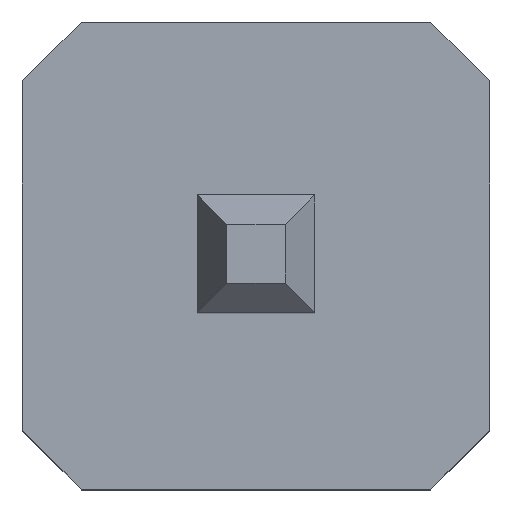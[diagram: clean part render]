
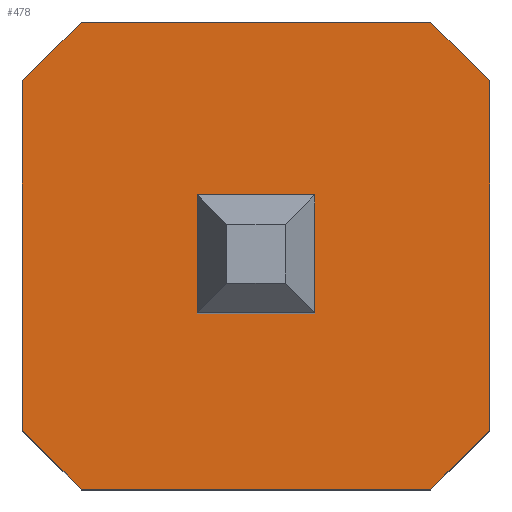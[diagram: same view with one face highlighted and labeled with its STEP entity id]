
A CAD part, top view. The second image highlights one B-rep face of the part: STEP entity #478.
In plain terms, the highlighted planar face has unit normal (0, 0, 1).
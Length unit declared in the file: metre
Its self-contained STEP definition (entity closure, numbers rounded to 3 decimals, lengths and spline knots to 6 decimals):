
#40=ORIENTED_EDGE('',*,*,#158,.T.);
#41=ORIENTED_EDGE('',*,*,#168,.T.);
#42=ORIENTED_EDGE('',*,*,#160,.T.);
#43=ORIENTED_EDGE('',*,*,#169,.T.);
#44=ORIENTED_EDGE('',*,*,#164,.F.);
#45=ORIENTED_EDGE('',*,*,#170,.T.);
#46=ORIENTED_EDGE('',*,*,#152,.F.);
#47=ORIENTED_EDGE('',*,*,#171,.T.);
#152=EDGE_CURVE('',#216,#217,#256,.T.);
#158=EDGE_CURVE('',#223,#222,#262,.T.);
#160=EDGE_CURVE('',#224,#225,#264,.T.);
#164=EDGE_CURVE('',#228,#229,#268,.T.);
#168=EDGE_CURVE('',#222,#224,#272,.F.);
#169=EDGE_CURVE('',#225,#229,#273,.T.);
#170=EDGE_CURVE('',#228,#217,#274,.F.);
#171=EDGE_CURVE('',#216,#223,#275,.T.);
#216=VERTEX_POINT('',#706);
#217=VERTEX_POINT('',#707);
#222=VERTEX_POINT('',#718);
#223=VERTEX_POINT('',#720);
#224=VERTEX_POINT('',#724);
#225=VERTEX_POINT('',#725);
#228=VERTEX_POINT('',#733);
#229=VERTEX_POINT('',#734);
#256=LINE('',#705,#320);
#262=LINE('',#719,#326);
#264=LINE('',#723,#328);
#268=LINE('',#732,#332);
#272=LINE('',#741,#336);
#273=LINE('',#742,#337);
#274=LINE('',#743,#338);
#275=LINE('',#744,#339);
#320=VECTOR('',#577,1.);
#326=VECTOR('',#585,1.);
#328=VECTOR('',#589,1.);
#332=VECTOR('',#595,1.);
#336=VECTOR('',#601,1.);
#337=VECTOR('',#602,1.);
#338=VECTOR('',#603,1.);
#339=VECTOR('',#604,1.);
#388=EDGE_LOOP('',(#40,#41,#42,#43,#44,#45,#46,#47));
#418=FACE_BOUND('',#388,.T.);
#448=PLANE('',#545);
#478=ADVANCED_FACE('',(#418),#448,.T.);
#545=AXIS2_PLACEMENT_3D('',#740,#599,#600);
#577=DIRECTION('',(1.,0.,0.));
#585=DIRECTION('',(0.,-1.,0.));
#589=DIRECTION('',(1.,0.,0.));
#595=DIRECTION('',(0.,-1.,0.));
#599=DIRECTION('',(0.,0.,1.));
#600=DIRECTION('',(1.,0.,0.));
#601=DIRECTION('',(-0.707,0.707,0.));
#602=DIRECTION('',(0.707,0.707,0.));
#603=DIRECTION('',(0.707,-0.707,0.));
#604=DIRECTION('',(-0.707,-0.707,0.));
#705=CARTESIAN_POINT('',(0.,0.00127,0.0025));
#706=CARTESIAN_POINT('',(-0.00095,0.00127,0.0025));
#707=CARTESIAN_POINT('',(0.00095,0.00127,0.0025));
#718=CARTESIAN_POINT('',(-0.00127,-0.00095,0.0025));
#719=CARTESIAN_POINT('',(-0.00127,0.,0.0025));
#720=CARTESIAN_POINT('',(-0.00127,0.00095,0.0025));
#723=CARTESIAN_POINT('',(0.,-0.00127,0.0025));
#724=CARTESIAN_POINT('',(-0.00095,-0.00127,0.0025));
#725=CARTESIAN_POINT('',(0.00095,-0.00127,0.0025));
#732=CARTESIAN_POINT('',(0.00127,0.,0.0025));
#733=CARTESIAN_POINT('',(0.00127,0.00095,0.0025));
#734=CARTESIAN_POINT('',(0.00127,-0.00095,0.0025));
#740=CARTESIAN_POINT('',(0.,0.,0.0025));
#741=CARTESIAN_POINT('',(-0.00111,-0.00111,0.0025));
#742=CARTESIAN_POINT('',(0.00111,-0.00111,0.0025));
#743=CARTESIAN_POINT('',(0.00111,0.00111,0.0025));
#744=CARTESIAN_POINT('',(-0.00111,0.00111,0.0025));
